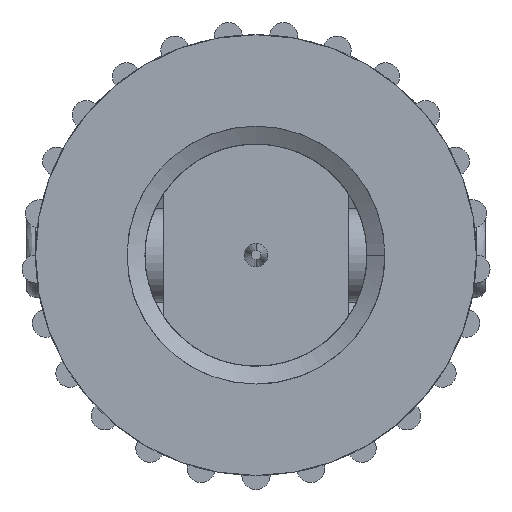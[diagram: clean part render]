
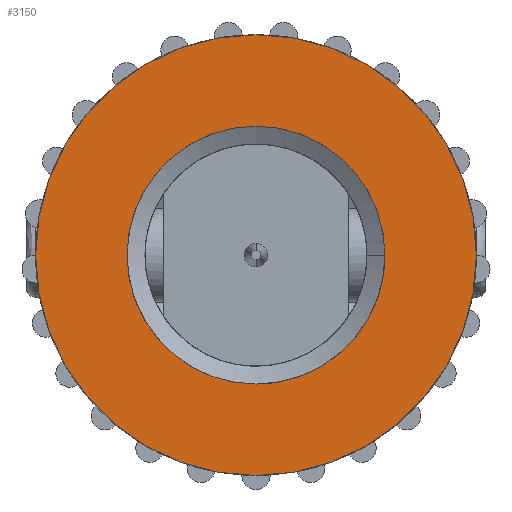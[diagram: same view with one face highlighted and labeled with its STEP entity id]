
A CAD part, front view. The second image highlights one B-rep face of the part: STEP entity #3150.
In plain terms, the highlighted planar face has unit normal (0, -1, 0).
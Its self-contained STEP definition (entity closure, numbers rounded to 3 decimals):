
#192 = DIRECTION ( 'NONE',  ( 0., 1., 0. ) ) ;
#249 = CARTESIAN_POINT ( 'NONE',  ( 0., -20.66, 0. ) ) ;
#669 = AXIS2_PLACEMENT_3D ( 'NONE', #4904, #1073, #5469 ) ;
#675 = AXIS2_PLACEMENT_3D ( 'NONE', #4215, #3563, #4033 ) ;
#788 = EDGE_CURVE ( 'NONE', #6858, #5654, #6101, .T. ) ;
#867 = EDGE_CURVE ( 'NONE', #2287, #3915, #1023, .T. ) ;
#901 = DIRECTION ( 'NONE',  ( 0., 1., 0. ) ) ;
#988 = CARTESIAN_POINT ( 'NONE',  ( 0., -20.66, 2.75 ) ) ;
#1021 = AXIS2_PLACEMENT_3D ( 'NONE', #2736, #3371, #7802 ) ;
#1023 = CIRCLE ( 'NONE', #1521, 2.75 ) ;
#1072 = CIRCLE ( 'NONE', #675, 2.75 ) ;
#1073 = DIRECTION ( 'NONE',  ( 0., -1., 0. ) ) ;
#1096 = AXIS2_PLACEMENT_3D ( 'NONE', #2761, #192, #6005 ) ;
#1500 = EDGE_LOOP ( 'NONE', ( #5057, #6504 ) ) ;
#1521 = AXIS2_PLACEMENT_3D ( 'NONE', #249, #901, #2861 ) ;
#2287 = VERTEX_POINT ( 'NONE', #4853 ) ;
#2736 = CARTESIAN_POINT ( 'NONE',  ( 0., -20.66, 0. ) ) ;
#2761 = CARTESIAN_POINT ( 'NONE',  ( 0., -20.66, 0. ) ) ;
#2861 = DIRECTION ( 'NONE',  ( 0., 0., -1. ) ) ;
#2997 = ORIENTED_EDGE ( 'NONE', *, *, #5416, .F. ) ;
#3150 = ADVANCED_FACE ( 'NONE', ( #6510, #7898 ), #4872, .T. ) ;
#3371 = DIRECTION ( 'NONE',  ( 0., 1., 0. ) ) ;
#3388 = CARTESIAN_POINT ( 'NONE',  ( 0., -20.66, -4.7 ) ) ;
#3563 = DIRECTION ( 'NONE',  ( 0., 1., 0. ) ) ;
#3915 = VERTEX_POINT ( 'NONE', #988 ) ;
#4033 = DIRECTION ( 'NONE',  ( 0., 0., -1. ) ) ;
#4152 = CIRCLE ( 'NONE', #1021, 4.7 ) ;
#4215 = CARTESIAN_POINT ( 'NONE',  ( 0., -20.66, 0. ) ) ;
#4740 = ORIENTED_EDGE ( 'NONE', *, *, #788, .F. ) ;
#4853 = CARTESIAN_POINT ( 'NONE',  ( 0., -20.66, -2.75 ) ) ;
#4872 = PLANE ( 'NONE',  #669 ) ;
#4904 = CARTESIAN_POINT ( 'NONE',  ( 0., -20.66, -2.75 ) ) ;
#5057 = ORIENTED_EDGE ( 'NONE', *, *, #867, .T. ) ;
#5416 = EDGE_CURVE ( 'NONE', #5654, #6858, #4152, .T. ) ;
#5469 = DIRECTION ( 'NONE',  ( 0., 0., -1. ) ) ;
#5654 = VERTEX_POINT ( 'NONE', #3388 ) ;
#5735 = EDGE_CURVE ( 'NONE', #3915, #2287, #1072, .T. ) ;
#6005 = DIRECTION ( 'NONE',  ( 0., 0., -1. ) ) ;
#6101 = CIRCLE ( 'NONE', #1096, 4.7 ) ;
#6435 = CARTESIAN_POINT ( 'NONE',  ( 0., -20.66, 4.7 ) ) ;
#6504 = ORIENTED_EDGE ( 'NONE', *, *, #5735, .T. ) ;
#6510 = FACE_BOUND ( 'NONE', #1500, .T. ) ;
#6624 = EDGE_LOOP ( 'NONE', ( #2997, #4740 ) ) ;
#6858 = VERTEX_POINT ( 'NONE', #6435 ) ;
#7802 = DIRECTION ( 'NONE',  ( 0., 0., -1. ) ) ;
#7898 = FACE_OUTER_BOUND ( 'NONE', #6624, .T. ) ;
